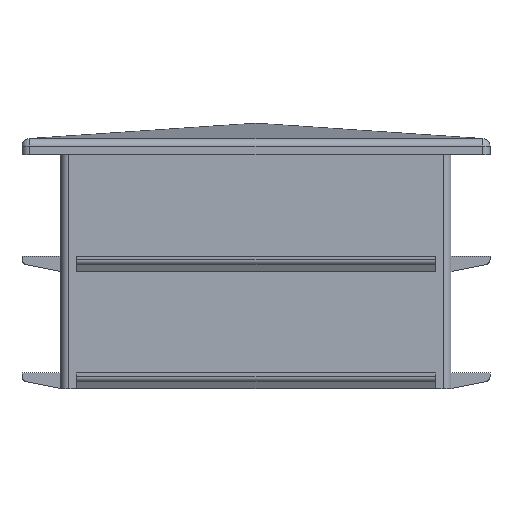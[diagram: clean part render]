
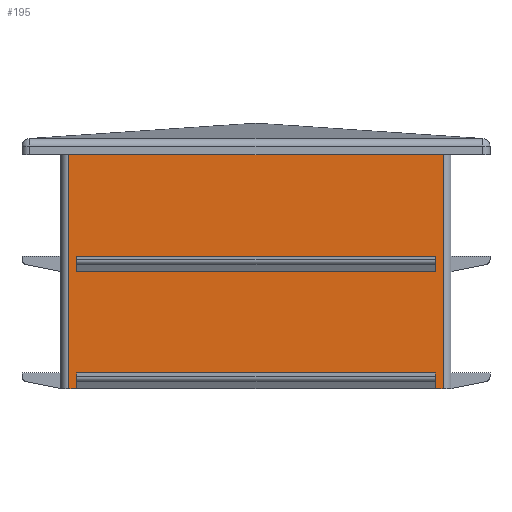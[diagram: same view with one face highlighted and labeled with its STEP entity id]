
A CAD part, front view. The second image highlights one B-rep face of the part: STEP entity #195.
In plain terms, the highlighted planar face has unit normal (0, -1, 0).
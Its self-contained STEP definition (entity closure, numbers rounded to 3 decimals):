
#195 = ADVANCED_FACE( '', ( #423, #424 ), #425, .F. );
#423 = FACE_BOUND( '', #684, .T. );
#424 = FACE_OUTER_BOUND( '', #685, .T. );
#425 = PLANE( '', #686 );
#684 = EDGE_LOOP( '', ( #1190, #1191, #1192, #1193 ) );
#685 = EDGE_LOOP( '', ( #1194, #1195, #1196, #1197, #1198, #1199, #1200, #1201 ) );
#686 = AXIS2_PLACEMENT_3D( '', #1202, #1203, #1204 );
#1190 = ORIENTED_EDGE( '', *, *, #1650, .F. );
#1191 = ORIENTED_EDGE( '', *, *, #1613, .F. );
#1192 = ORIENTED_EDGE( '', *, *, #1743, .T. );
#1193 = ORIENTED_EDGE( '', *, *, #1746, .T. );
#1194 = ORIENTED_EDGE( '', *, *, #1693, .F. );
#1195 = ORIENTED_EDGE( '', *, *, #1748, .F. );
#1196 = ORIENTED_EDGE( '', *, *, #1600, .F. );
#1197 = ORIENTED_EDGE( '', *, *, #1749, .T. );
#1198 = ORIENTED_EDGE( '', *, *, #1750, .T. );
#1199 = ORIENTED_EDGE( '', *, *, #1640, .T. );
#1200 = ORIENTED_EDGE( '', *, *, #1602, .F. );
#1201 = ORIENTED_EDGE( '', *, *, #1690, .T. );
#1202 = CARTESIAN_POINT( '', ( 12.5, -12.5, -15. ) );
#1203 = DIRECTION( '', ( 0., 1., 0. ) );
#1204 = DIRECTION( '', ( 0., 0., 1. ) );
#1600 = EDGE_CURVE( '', #1928, #1930, #1931, .T. );
#1602 = EDGE_CURVE( '', #1932, #1934, #1935, .T. );
#1613 = EDGE_CURVE( '', #1952, #1954, #1955, .T. );
#1640 = EDGE_CURVE( '', #1995, #1934, #1996, .F. );
#1650 = EDGE_CURVE( '', #1954, #2008, #2012, .T. );
#1690 = EDGE_CURVE( '', #1932, #2071, #2073, .T. );
#1693 = EDGE_CURVE( '', #2075, #2071, #2077, .T. );
#1743 = EDGE_CURVE( '', #1952, #2144, #2146, .T. );
#1746 = EDGE_CURVE( '', #2144, #2008, #2149, .T. );
#1748 = EDGE_CURVE( '', #1930, #2075, #2151, .T. );
#1749 = EDGE_CURVE( '', #1928, #2152, #2153, .T. );
#1750 = EDGE_CURVE( '', #2152, #1995, #2154, .T. );
#1928 = VERTEX_POINT( '', #2379 );
#1930 = VERTEX_POINT( '', #2381 );
#1931 = LINE( '', #2382, #2383 );
#1932 = VERTEX_POINT( '', #2384 );
#1934 = VERTEX_POINT( '', #2387 );
#1935 = LINE( '', #2388, #2389 );
#1952 = VERTEX_POINT( '', #2411 );
#1954 = VERTEX_POINT( '', #2414 );
#1955 = LINE( '', #2415, #2416 );
#1995 = VERTEX_POINT( '', #2473 );
#1996 = LINE( '', #2474, #2475 );
#2008 = VERTEX_POINT( '', #2491 );
#2012 = LINE( '', #2497, #2498 );
#2071 = VERTEX_POINT( '', #2575 );
#2073 = LINE( '', #2578, #2579 );
#2075 = VERTEX_POINT( '', #2581 );
#2077 = LINE( '', #2584, #2585 );
#2144 = VERTEX_POINT( '', #2676 );
#2146 = LINE( '', #2679, #2680 );
#2149 = LINE( '', #2684, #2685 );
#2151 = LINE( '', #2687, #2688 );
#2152 = VERTEX_POINT( '', #2689 );
#2153 = LINE( '', #2690, #2691 );
#2154 = LINE( '', #2692, #2693 );
#2379 = CARTESIAN_POINT( '', ( 12., -12.5, -15. ) );
#2381 = CARTESIAN_POINT( '', ( 11.5, -12.5, -15. ) );
#2382 = CARTESIAN_POINT( '', ( 12.5, -12.5, -15. ) );
#2383 = VECTOR( '', #2887, 1000. );
#2384 = CARTESIAN_POINT( '', ( -11.5, -12.5, -15. ) );
#2387 = CARTESIAN_POINT( '', ( -12., -12.5, -15. ) );
#2388 = CARTESIAN_POINT( '', ( 12.5, -12.5, -15. ) );
#2389 = VECTOR( '', #2889, 1000. );
#2411 = CARTESIAN_POINT( '', ( 11.5, -12.5, -7.5 ) );
#2414 = CARTESIAN_POINT( '', ( 11.5, -12.5, -6.5 ) );
#2415 = CARTESIAN_POINT( '', ( 11.5, -12.5, -7.5 ) );
#2416 = VECTOR( '', #2902, 1000. );
#2473 = CARTESIAN_POINT( '', ( -12., -12.5, 0. ) );
#2474 = CARTESIAN_POINT( '', ( -12., -12.5, -15. ) );
#2475 = VECTOR( '', #2926, 1000. );
#2491 = CARTESIAN_POINT( '', ( -11.5, -12.5, -6.5 ) );
#2497 = CARTESIAN_POINT( '', ( 11.5, -12.5, -6.5 ) );
#2498 = VECTOR( '', #2936, 1000. );
#2575 = CARTESIAN_POINT( '', ( -11.5, -12.5, -14. ) );
#2578 = CARTESIAN_POINT( '', ( -11.5, -12.5, -15. ) );
#2579 = VECTOR( '', #2989, 1000. );
#2581 = CARTESIAN_POINT( '', ( 11.5, -12.5, -14. ) );
#2584 = CARTESIAN_POINT( '', ( 11.5, -12.5, -14. ) );
#2585 = VECTOR( '', #2991, 1000. );
#2676 = CARTESIAN_POINT( '', ( -11.5, -12.5, -7.5 ) );
#2679 = CARTESIAN_POINT( '', ( 11.5, -12.5, -7.5 ) );
#2680 = VECTOR( '', #3047, 1000. );
#2684 = CARTESIAN_POINT( '', ( -11.5, -12.5, -7.5 ) );
#2685 = VECTOR( '', #3049, 1000. );
#2687 = CARTESIAN_POINT( '', ( 11.5, -12.5, -15. ) );
#2688 = VECTOR( '', #3050, 1000. );
#2689 = CARTESIAN_POINT( '', ( 12., -12.5, 0. ) );
#2690 = CARTESIAN_POINT( '', ( 12., -12.5, -15. ) );
#2691 = VECTOR( '', #3051, 1000. );
#2692 = CARTESIAN_POINT( '', ( 12.5, -12.5, 0. ) );
#2693 = VECTOR( '', #3052, 1000. );
#2887 = DIRECTION( '', ( -1., 0., 0. ) );
#2889 = DIRECTION( '', ( -1., 0., 0. ) );
#2902 = DIRECTION( '', ( 0., 0., 1. ) );
#2926 = DIRECTION( '', ( 0., 0., 1. ) );
#2936 = DIRECTION( '', ( -1., 0., 0. ) );
#2989 = DIRECTION( '', ( 0., 0., 1. ) );
#2991 = DIRECTION( '', ( -1., 0., 0. ) );
#3047 = DIRECTION( '', ( -1., 0., 0. ) );
#3049 = DIRECTION( '', ( 0., 0., 1. ) );
#3050 = DIRECTION( '', ( 0., 0., 1. ) );
#3051 = DIRECTION( '', ( 0., 0., 1. ) );
#3052 = DIRECTION( '', ( -1., 0., 0. ) );
